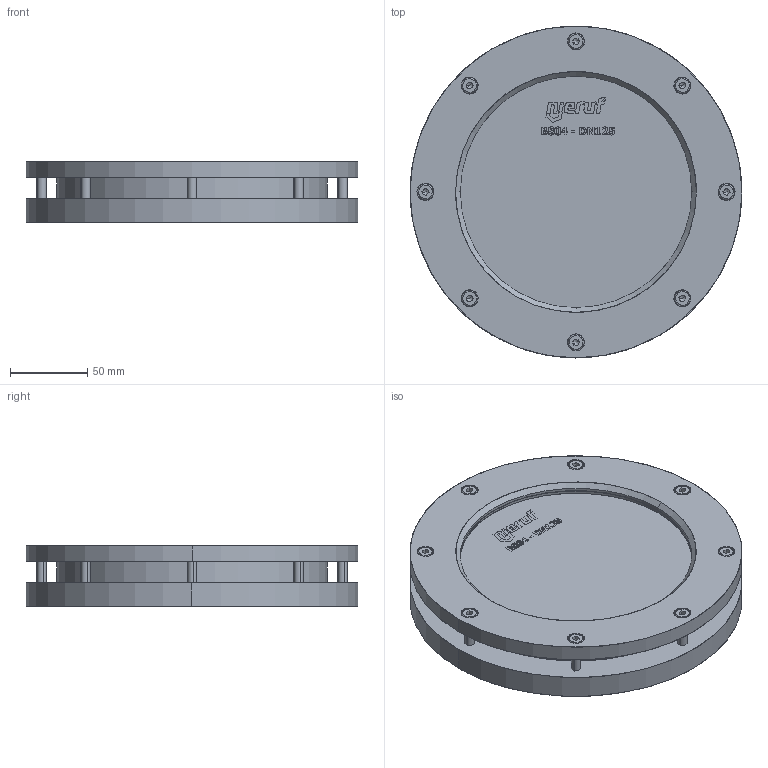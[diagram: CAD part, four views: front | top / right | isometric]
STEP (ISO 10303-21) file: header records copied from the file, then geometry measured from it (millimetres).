
FILE_DESCRIPTION (( 'STEP AP203' ), '1' );
FILE_NAME ('BS04_DN125.STEP', '2021-11-11T09:04:37', ( '' ), ( '' ), 'SwSTEP 2.0', 'SolidWorks 2021', '' );
FILE_SCHEMA (( 'CONFIG_CONTROL_DESIGN' ));
Length unit declared in the file: metre
Products named in the file (7): BS04_12_Behälter-Schauglas_6; socket head thin cap screw_din_DIN 7984 - M6 x 30 --- 18N; BS04_12_Behälter-Schauglas_12; BS04_12_Behälter-Schauglas_5; BS04_12_Behälter-Schauglas_4; BS04_12_Behälter-Schauglas_11; BS04_DN125
Assembly tree (13 placements, depth 2):
  BS04_DN125
    BS04_12_Behälter-Schauglas_6
    BS04_12_Behälter-Schauglas_4
    BS04_12_Behälter-Schauglas_12
    BS04_12_Behälter-Schauglas_5
    BS04_12_Behälter-Schauglas_11
    socket head thin cap screw_din_DIN 7984 - M6 x 30 --- 18N  x8
Bounding box: 215 x 215 x 39 mm (x, y, z)
Volume: 8889.3 mm3; surface area: 202498.9 mm2
Topology: 8 solids, 388 shells, 600 faces, 2224 edges, 2005 vertices
Faces by surface type: plane 301, cylinder 140, bspline 74, cone 53, torus 32
Entity records: 37467 total; most frequent: CARTESIAN_POINT 23750, DIRECTION 2026, ORIENTED_EDGE 1863, EDGE_CURVE 1800, VERTEX_POINT 1774, VECTOR 786, LINE 786, B_SPLINE_CURVE_WITH_KNOTS 748
